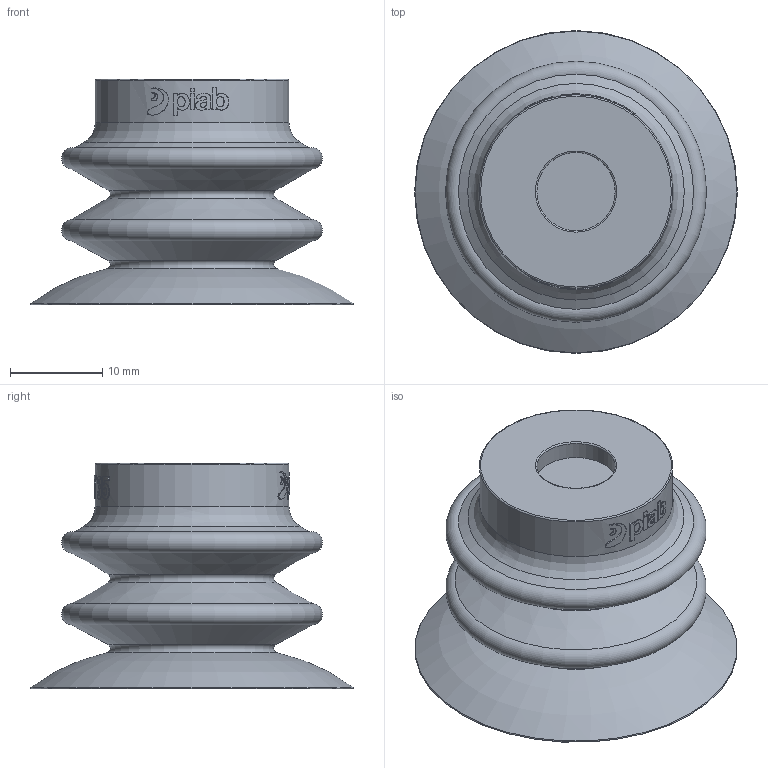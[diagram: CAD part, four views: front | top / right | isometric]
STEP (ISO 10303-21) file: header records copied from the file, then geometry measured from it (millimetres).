
FILE_DESCRIPTION(/* description */ ('Unknown'),/* implementation_level */ '2;1');
FILE_NAME(/* name */ 'ISM-0901870 - normal',/* time_stamp */ '2017-10-12T17:40:58+02:00',/* author */ ('Unknown'),/* organization */ ('Unknown'),/* preprocessor_version */ 'ST-DEVELOPER v16.7',/* originating_system */ 'DEX',/* authorisation */ $);
FILE_SCHEMA (('AUTOMOTIVE_DESIGN {1 0 10303 214 3 1 1}'));
Length unit declared in the file: millimetre
Products named in the file (1): SE-0415462
Bounding box: 35 x 35 x 24.5 mm (x, y, z)
Volume: 11057.6 mm3; surface area: 4444.3 mm2
Topology: 1 solids, 1 shells, 215 faces, 565 edges, 372 vertices
Faces by surface type: bspline 119, plane 62, cylinder 21, torus 9, cone 4
Full cylindrical faces by diameter (mm): 8.5 x1, 21 x1
Entity records: 9388 total; most frequent: CARTESIAN_POINT 4968, ORIENTED_EDGE 1100, EDGE_CURVE 550, DIRECTION 529, VERTEX_POINT 372, B_SPLINE_CURVE_WITH_KNOTS 292, EDGE_LOOP 250, FACE_BOUND 250
